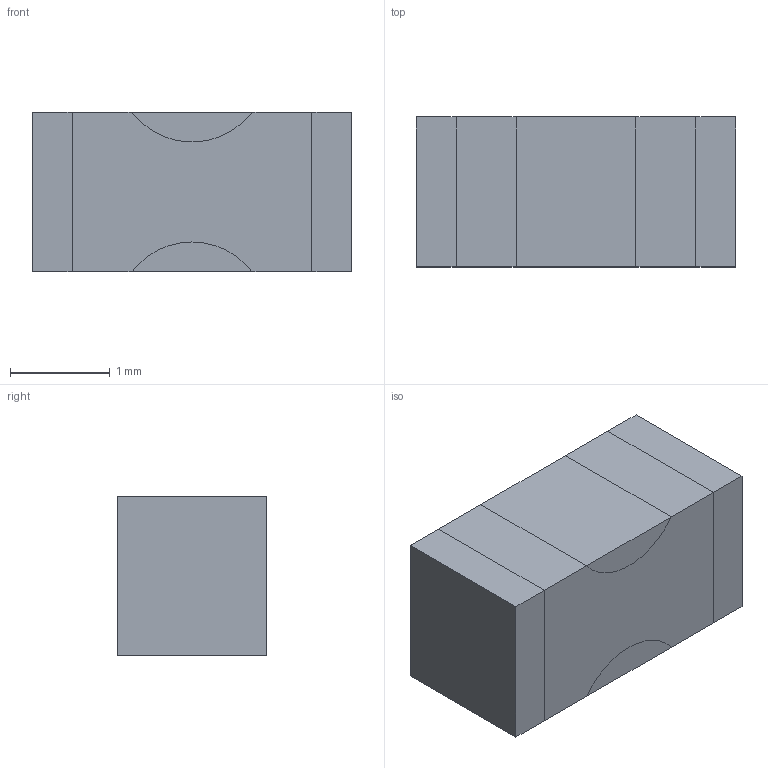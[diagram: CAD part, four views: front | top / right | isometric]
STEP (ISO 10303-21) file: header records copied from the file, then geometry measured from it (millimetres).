
FILE_DESCRIPTION (( 'STEP AP214' ), '1' );
FILE_NAME ('NFM31KC223R1H3.STEP', '2020-02-14T22:30:42', ( '' ), ( '' ), 'SwSTEP 2.0', 'SolidWorks 2018', '' );
FILE_SCHEMA (( 'AUTOMOTIVE_DESIGN' ));
Length unit declared in the file: millimetre
Products named in the file (1): NFM31KC223R1H3
Bounding box: 3.2 x 1.5 x 1.6 mm (x, y, z)
Volume: 7.7 mm3; surface area: 42.6 mm2
Topology: 5 solids, 5 shells, 32 faces, 66 edges, 44 vertices
Faces by surface type: plane 26, cylinder 6
Entity records: 912 total; most frequent: DIRECTION 144, CARTESIAN_POINT 143, ORIENTED_EDGE 132, EDGE_CURVE 66, LINE 54, VECTOR 54, AXIS2_PLACEMENT_3D 45, VERTEX_POINT 44
